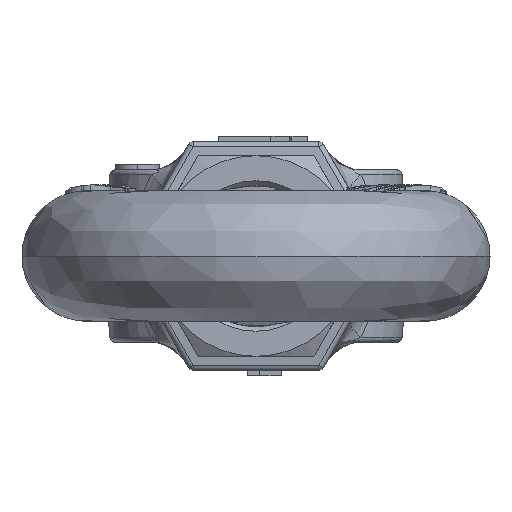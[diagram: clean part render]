
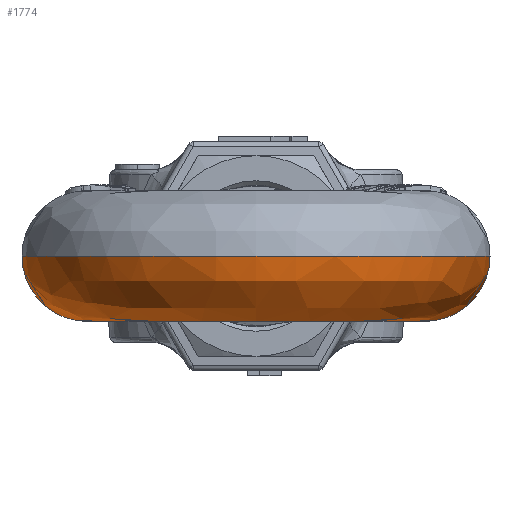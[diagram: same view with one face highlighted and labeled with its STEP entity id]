
A CAD part, left-side view. The second image highlights one B-rep face of the part: STEP entity #1774.
In plain terms, the highlighted free-form (B-spline) face has degree [3, 3] with [4, 4] control points.
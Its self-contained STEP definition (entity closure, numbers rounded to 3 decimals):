
#1774=ADVANCED_FACE('NONE',(#3720),#3721,.T.);
#3720=FACE_OUTER_BOUND('',#15058,.T.);
#3721=(B_SPLINE_SURFACE(3,3,((#15060,#15061,#15062,#15063),(#15064,#15065,#15066,#15067),(#15068,#15069,#15070,#15071),(#15072,#15073,#15074,#15075)),.UNSPECIFIED.,.F.,.F.,.F.)B_SPLINE_SURFACE_WITH_KNOTS((4,4),(4,4),(0.0,1.0),(0.0,1.0),.UNSPECIFIED.)RATIONAL_B_SPLINE_SURFACE(((1.0,0.341,0.341,1.0),(0.333,0.114,0.114,0.333),(0.333,0.114,0.114,0.333),(1.0,0.341,0.341,1.0)))BOUNDED_SURFACE()REPRESENTATION_ITEM('')GEOMETRIC_REPRESENTATION_ITEM()SURFACE());
#15058=EDGE_LOOP('',(#20956,#20957,#20958,#20959));
#15060=CARTESIAN_POINT('',(38.787,41.998,0.0));
#15061=CARTESIAN_POINT('',(-43.431,41.112,0.0));
#15062=CARTESIAN_POINT('',(-43.431,-41.112,0.0));
#15063=CARTESIAN_POINT('',(38.787,-41.998,0.0));
#15064=CARTESIAN_POINT('',(38.787,41.998,-23.5));
#15065=CARTESIAN_POINT('',(-43.431,41.112,-23.5));
#15066=CARTESIAN_POINT('',(-43.431,-41.112,-23.5));
#15067=CARTESIAN_POINT('',(38.787,-41.998,-23.5));
#15068=CARTESIAN_POINT('',(39.041,18.499,-23.5));
#15069=CARTESIAN_POINT('',(2.825,18.109,-23.5));
#15070=CARTESIAN_POINT('',(2.825,-18.109,-23.5));
#15071=CARTESIAN_POINT('',(39.041,-18.499,-23.5));
#15072=CARTESIAN_POINT('',(39.041,18.499,0.));
#15073=CARTESIAN_POINT('',(2.825,18.109,0.));
#15074=CARTESIAN_POINT('',(2.825,-18.109,0.));
#15075=CARTESIAN_POINT('',(39.041,-18.499,0.));
#20956=ORIENTED_EDGE('',*,*,#24405,.F.);
#20957=ORIENTED_EDGE('',*,*,#24406,.T.);
#20958=ORIENTED_EDGE('',*,*,#24407,.F.);
#20959=ORIENTED_EDGE('',*,*,#24408,.F.);
#24405=EDGE_CURVE('NONE',#27681,#27680,#27767,.T.);
#24406=EDGE_CURVE('NONE',#27681,#27532,#27768,.T.);
#24407=EDGE_CURVE('NONE',#27534,#27532,#27769,.T.);
#24408=EDGE_CURVE('NONE',#27680,#27534,#27770,.T.);
#27532=VERTEX_POINT('NONE',#38293);
#27534=VERTEX_POINT('NONE',#38295);
#27680=VERTEX_POINT('NONE',#38858);
#27681=VERTEX_POINT('NONE',#38859);
#27767=CIRCLE('',#39154,11.75);
#27768=CIRCLE('',#39155,18.5);
#27769=CIRCLE('',#39156,11.75);
#27770=CIRCLE('',#39157,42.0);
#38293=CARTESIAN_POINT('',(39.041,-18.499,0.));
#38295=CARTESIAN_POINT('',(38.787,-41.998,0.0));
#38858=CARTESIAN_POINT('',(38.787,41.998,0.0));
#38859=CARTESIAN_POINT('',(39.041,18.499,0.));
#39154=AXIS2_PLACEMENT_3D('',#42344,#42345,#42346);
#39155=AXIS2_PLACEMENT_3D('',#42347,#42348,#42349);
#39156=AXIS2_PLACEMENT_3D('',#42350,#42351,#42352);
#39157=AXIS2_PLACEMENT_3D('',#42353,#42354,#42355);
#42344=CARTESIAN_POINT('',(38.914,30.248,0.0));
#42345=DIRECTION('',(1.,0.011,0.0));
#42346=DIRECTION('',(-0.011,1.,0.0));
#42347=CARTESIAN_POINT('',(39.24,0.,0.));
#42348=DIRECTION('',(0.0,0.0,1.0));
#42349=DIRECTION('',(1.0,0.0,0.0));
#42350=CARTESIAN_POINT('',(38.914,-30.248,0.0));
#42351=DIRECTION('',(1.,-0.011,0.0));
#42352=DIRECTION('',(-0.011,-1.,0.0));
#42353=CARTESIAN_POINT('',(39.24,0.,0.0));
#42354=DIRECTION('',(0.0,0.0,1.0));
#42355=DIRECTION('',(1.0,0.0,0.0));
